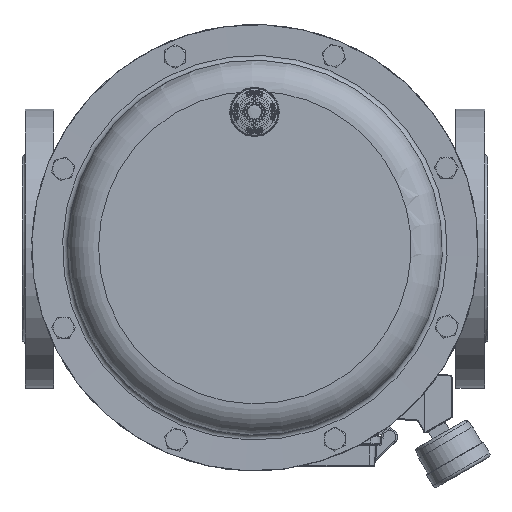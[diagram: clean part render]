
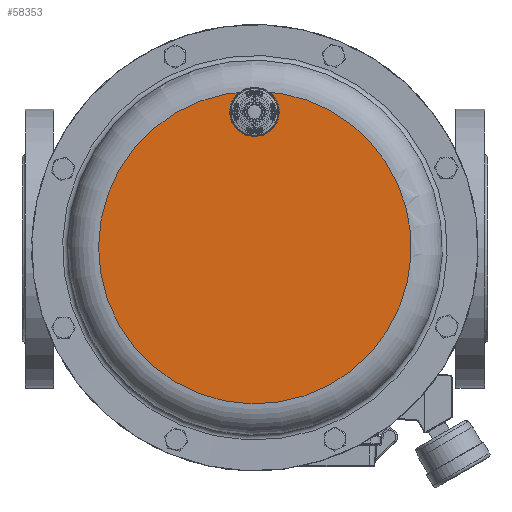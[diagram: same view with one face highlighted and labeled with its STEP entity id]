
A CAD part, top view. The second image highlights one B-rep face of the part: STEP entity #58353.
In plain terms, the highlighted planar face has unit normal (0, 0, 1).
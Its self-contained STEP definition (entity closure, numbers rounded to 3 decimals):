
#3431=PLANE('',#63267);
#7564=FACE_OUTER_BOUND('',#10991,.T.);
#10991=EDGE_LOOP('',(#46927,#46928,#46929,#46930));
#13595=CIRCLE('',#62489,13.05);
#13631=CIRCLE('',#62532,98.);
#13633=CIRCLE('',#62534,98.);
#13825=CIRCLE('',#62803,13.05);
#24536=VERTEX_POINT('',#113194);
#24537=VERTEX_POINT('',#113202);
#24624=VERTEX_POINT('',#114727);
#24625=VERTEX_POINT('',#114729);
#31624=EDGE_CURVE('',#24536,#24537,#13595,.T.);
#31722=EDGE_CURVE('',#24624,#24625,#13631,.T.);
#31724=EDGE_CURVE('',#24536,#24624,#13633,.T.);
#31997=EDGE_CURVE('',#24537,#24625,#13825,.T.);
#46927=ORIENTED_EDGE('',*,*,#31724,.F.);
#46928=ORIENTED_EDGE('',*,*,#31624,.T.);
#46929=ORIENTED_EDGE('',*,*,#31997,.T.);
#46930=ORIENTED_EDGE('',*,*,#31722,.F.);
#58353=ADVANCED_FACE('',(#7564),#3431,.F.);
#62489=AXIS2_PLACEMENT_3D('',#113209,#73287,#73288);
#62532=AXIS2_PLACEMENT_3D('',#114730,#73383,#73384);
#62534=AXIS2_PLACEMENT_3D('',#114732,#73387,#73388);
#62803=AXIS2_PLACEMENT_3D('',#115324,#73990,#73991);
#63267=AXIS2_PLACEMENT_3D('',#117368,#75144,#75145);
#73287=DIRECTION('center_axis',(0.,0.,
-1.));
#73288=DIRECTION('ref_axis',(-0.925,0.38,0.));
#73383=DIRECTION('center_axis',(0.,0.,
-1.));
#73384=DIRECTION('ref_axis',(-0.925,0.38,0.));
#73387=DIRECTION('center_axis',(0.,0.,
-1.));
#73388=DIRECTION('ref_axis',(-0.925,0.38,0.));
#73990=DIRECTION('center_axis',(0.,0.,
-1.));
#73991=DIRECTION('ref_axis',(-0.925,0.38,0.));
#75144=DIRECTION('center_axis',(0.,0.,
-1.));
#75145=DIRECTION('ref_axis',(-0.925,0.38,0.));
#113194=CARTESIAN_POINT('',(0.942,97.995,393.));
#113202=CARTESIAN_POINT('',(-0.208,71.95,393.));
#113209=CARTESIAN_POINT('Origin',(-0.246,85.,393.));
#114727=CARTESIAN_POINT('',(90.648,-37.241,393.));
#114729=CARTESIAN_POINT('',(-1.509,97.988,393.));
#114730=CARTESIAN_POINT('Origin',(0.,0.,
393.));
#114732=CARTESIAN_POINT('Origin',(0.,0.,
393.));
#115324=CARTESIAN_POINT('Origin',(-0.246,85.,393.));
#117368=CARTESIAN_POINT('Origin',(0.,0.,
393.));
